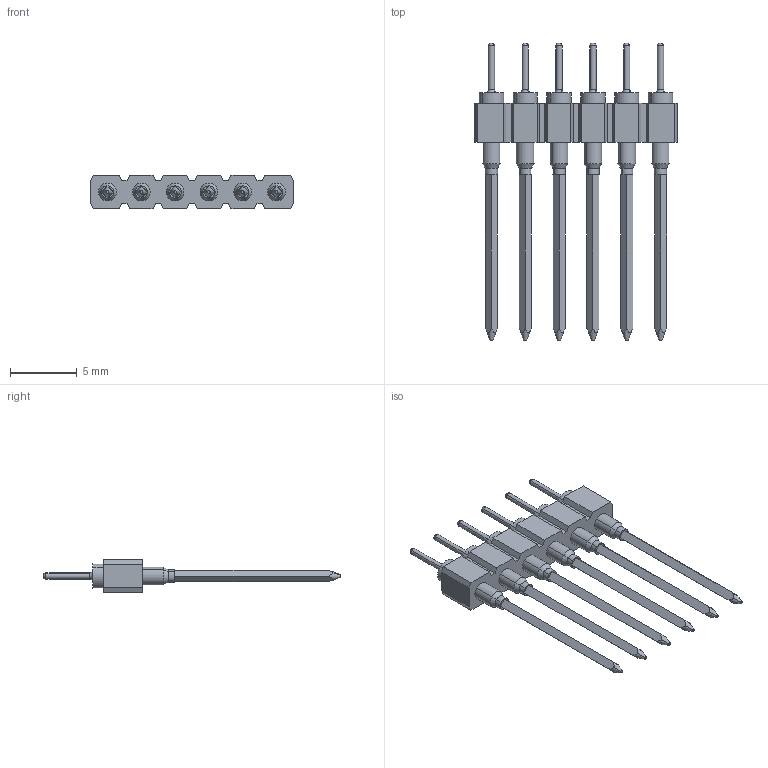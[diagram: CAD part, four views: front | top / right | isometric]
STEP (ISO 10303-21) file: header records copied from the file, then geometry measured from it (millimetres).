
FILE_DESCRIPTION(('STEP AP214'),'1');
FILE_NAME('pcb_connector_353-10-106-00-001101.stp','2015-04-10T03:42:54',('TraceParts'),('TraceParts S.A.'),'XStep 1.0',' ',' ');
FILE_SCHEMA(('automotive_design'));
Length unit declared in the file: millimetre
Products named in the file (1): 1
Bounding box: 15.24 x 22.36 x 2.54 mm (x, y, z)
Volume: 169.4 mm3; surface area: 484.4 mm2
Topology: 1 solids, 1 shells, 194 faces, 492 edges, 324 vertices
Faces by surface type: plane 98, cylinder 48, torus 24, cone 24
Entity records: 11504 total; most frequent: CARTESIAN_POINT 1083, DIRECTION 1038, STYLED_ITEM 1010, PRESENTATION_STYLE_ASSIGNMENT 1010, COLOUR_RGB 1010, ORIENTED_EDGE 984, EDGE_CURVE 492, CURVE_STYLE 492
